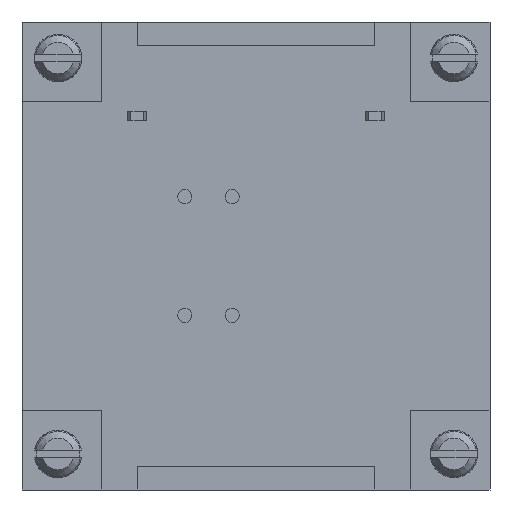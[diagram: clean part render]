
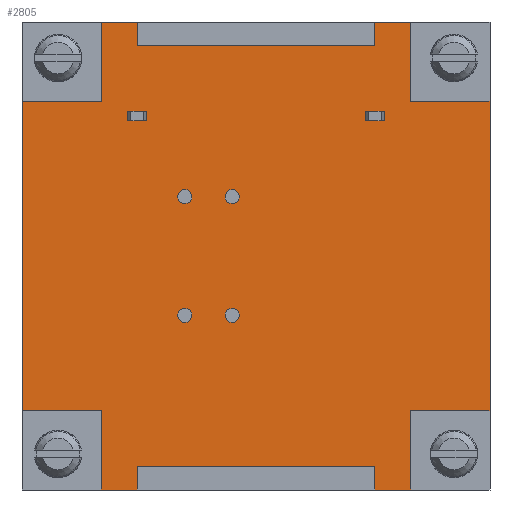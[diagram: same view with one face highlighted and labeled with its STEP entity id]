
A CAD part, front view. The second image highlights one B-rep face of the part: STEP entity #2805.
In plain terms, the highlighted planar face has unit normal (0, -1, 0).
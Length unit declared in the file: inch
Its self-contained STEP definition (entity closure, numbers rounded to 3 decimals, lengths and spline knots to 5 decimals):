
#425=ORIENTED_EDGE('',*,*,#992,.F.);
#426=ORIENTED_EDGE('',*,*,#971,.F.);
#427=ORIENTED_EDGE('',*,*,#1000,.F.);
#428=ORIENTED_EDGE('',*,*,#1124,.F.);
#429=ORIENTED_EDGE('',*,*,#1148,.F.);
#430=ORIENTED_EDGE('',*,*,#1149,.F.);
#431=ORIENTED_EDGE('',*,*,#1118,.T.);
#432=ORIENTED_EDGE('',*,*,#1150,.T.);
#433=ORIENTED_EDGE('',*,*,#1145,.F.);
#434=ORIENTED_EDGE('',*,*,#1126,.T.);
#435=ORIENTED_EDGE('',*,*,#987,.F.);
#436=ORIENTED_EDGE('',*,*,#979,.F.);
#437=ORIENTED_EDGE('',*,*,#985,.F.);
#438=ORIENTED_EDGE('',*,*,#1106,.T.);
#439=ORIENTED_EDGE('',*,*,#1142,.T.);
#440=ORIENTED_EDGE('',*,*,#1151,.T.);
#441=ORIENTED_EDGE('',*,*,#1110,.F.);
#442=ORIENTED_EDGE('',*,*,#1152,.F.);
#443=ORIENTED_EDGE('',*,*,#1143,.T.);
#444=ORIENTED_EDGE('',*,*,#1099,.F.);
#971=EDGE_CURVE('',#1361,#1362,#1625,.T.);
#979=EDGE_CURVE('',#1369,#1370,#1633,.T.);
#985=EDGE_CURVE('',#1374,#1369,#1639,.T.);
#987=EDGE_CURVE('',#1370,#1376,#1641,.T.);
#992=EDGE_CURVE('',#1362,#1380,#1646,.T.);
#1000=EDGE_CURVE('',#1386,#1361,#1654,.T.);
#1099=EDGE_CURVE('',#1380,#1457,#1681,.T.);
#1106=EDGE_CURVE('',#1374,#1462,#1688,.T.);
#1110=EDGE_CURVE('',#1464,#1465,#1692,.T.);
#1118=EDGE_CURVE('',#1473,#1472,#1700,.T.);
#1124=EDGE_CURVE('',#1476,#1386,#1706,.T.);
#1126=EDGE_CURVE('',#1477,#1376,#1708,.T.);
#1142=EDGE_CURVE('',#1462,#1487,#1720,.T.);
#1143=EDGE_CURVE('',#1488,#1457,#1721,.T.);
#1145=EDGE_CURVE('',#1477,#1489,#1723,.T.);
#1148=EDGE_CURVE('',#1490,#1476,#1726,.T.);
#1149=EDGE_CURVE('',#1473,#1490,#1727,.T.);
#1150=EDGE_CURVE('',#1472,#1489,#1728,.T.);
#1151=EDGE_CURVE('',#1487,#1465,#1729,.T.);
#1152=EDGE_CURVE('',#1488,#1464,#1730,.T.);
#1361=VERTEX_POINT('',#3986);
#1362=VERTEX_POINT('',#3988);
#1369=VERTEX_POINT('',#4003);
#1370=VERTEX_POINT('',#4005);
#1374=VERTEX_POINT('',#4015);
#1376=VERTEX_POINT('',#4021);
#1380=VERTEX_POINT('',#4031);
#1386=VERTEX_POINT('',#4045);
#1457=VERTEX_POINT('',#4367);
#1462=VERTEX_POINT('',#4379);
#1464=VERTEX_POINT('',#4386);
#1465=VERTEX_POINT('',#4388);
#1472=VERTEX_POINT('',#4403);
#1473=VERTEX_POINT('',#4405);
#1476=VERTEX_POINT('',#4414);
#1477=VERTEX_POINT('',#4419);
#1487=VERTEX_POINT('',#4449);
#1488=VERTEX_POINT('',#4453);
#1489=VERTEX_POINT('',#4457);
#1490=VERTEX_POINT('',#4461);
#1625=LINE('',#3987,#1935);
#1633=LINE('',#4004,#1943);
#1639=LINE('',#4016,#1949);
#1641=LINE('',#4020,#1951);
#1646=LINE('',#4030,#1956);
#1654=LINE('',#4046,#1964);
#1681=LINE('',#4366,#1991);
#1688=LINE('',#4380,#1998);
#1692=LINE('',#4387,#2002);
#1700=LINE('',#4404,#2010);
#1706=LINE('',#4415,#2016);
#1708=LINE('',#4418,#2018);
#1720=LINE('',#4450,#2030);
#1721=LINE('',#4452,#2031);
#1723=LINE('',#4456,#2033);
#1726=LINE('',#4462,#2036);
#1727=LINE('',#4464,#2037);
#1728=LINE('',#4465,#2038);
#1729=LINE('',#4466,#2039);
#1730=LINE('',#4467,#2040);
#1935=VECTOR('',#3240,39.37008);
#1943=VECTOR('',#3250,39.37008);
#1949=VECTOR('',#3258,39.37008);
#1951=VECTOR('',#3262,39.37008);
#1956=VECTOR('',#3269,39.37008);
#1964=VECTOR('',#3279,39.37008);
#1991=VECTOR('',#3432,39.37008);
#1998=VECTOR('',#3441,39.37008);
#2002=VECTOR('',#3447,39.37008);
#2010=VECTOR('',#3457,39.37008);
#2016=VECTOR('',#3465,39.37008);
#2018=VECTOR('',#3469,39.37008);
#2030=VECTOR('',#3499,39.37008);
#2031=VECTOR('',#3502,39.37008);
#2033=VECTOR('',#3506,39.37008);
#2036=VECTOR('',#3511,39.37008);
#2037=VECTOR('',#3514,39.37008);
#2038=VECTOR('',#3515,39.37008);
#2039=VECTOR('',#3516,39.37008);
#2040=VECTOR('',#3517,39.37008);
#2299=EDGE_LOOP('',(#425,#426,#427,#428,#429,#430,#431,#432,#433,#434,#435,
#436,#437,#438,#439,#440,#441,#442,#443,#444));
#2487=FACE_BOUND('',#2299,.T.);
#2649=PLANE('',#3101);
#2805=ADVANCED_FACE('',(#2487),#2649,.T.);
#3101=AXIS2_PLACEMENT_3D('',#4463,#3512,#3513);
#3240=DIRECTION('',(-1.,0.,0.));
#3250=DIRECTION('',(1.,0.,0.));
#3258=DIRECTION('',(0.,0.,-1.));
#3262=DIRECTION('',(0.,0.,1.));
#3269=DIRECTION('',(0.,0.,-1.));
#3279=DIRECTION('',(0.,0.,1.));
#3432=DIRECTION('',(-1.,0.,0.));
#3441=DIRECTION('',(-1.,0.,0.));
#3447=DIRECTION('',(0.,0.,1.));
#3457=DIRECTION('',(0.,0.,1.));
#3465=DIRECTION('',(-1.,0.,0.));
#3469=DIRECTION('',(-1.,0.,0.));
#3499=DIRECTION('',(0.,0.,-1.));
#3502=DIRECTION('',(0.,0.,-1.));
#3506=DIRECTION('',(0.,0.,-1.));
#3511=DIRECTION('',(0.,0.,-1.));
#3512=DIRECTION('',(0.,-1.,0.));
#3513=DIRECTION('',(0.,0.,-1.));
#3514=DIRECTION('',(-1.,0.,0.));
#3515=DIRECTION('',(-1.,0.,0.));
#3516=DIRECTION('',(-1.,0.,0.));
#3517=DIRECTION('',(-1.,0.,0.));
#3986=CARTESIAN_POINT('',(0.15,-0.428,-0.2655));
#3987=CARTESIAN_POINT('',(0.1955,-0.428,-0.2655));
#3988=CARTESIAN_POINT('',(-0.15,-0.428,-0.2655));
#4003=CARTESIAN_POINT('',(-0.15,-0.428,0.2655));
#4004=CARTESIAN_POINT('',(0.1955,-0.428,0.2655));
#4005=CARTESIAN_POINT('',(0.15,-0.428,0.2655));
#4015=CARTESIAN_POINT('',(-0.15,-0.428,0.2955));
#4016=CARTESIAN_POINT('',(-0.15,-0.428,0.2955));
#4020=CARTESIAN_POINT('',(0.15,-0.428,0.2955));
#4021=CARTESIAN_POINT('',(0.15,-0.428,0.2955));
#4030=CARTESIAN_POINT('',(-0.15,-0.428,0.2955));
#4031=CARTESIAN_POINT('',(-0.15,-0.428,-0.2955));
#4045=CARTESIAN_POINT('',(0.15,-0.428,-0.2955));
#4046=CARTESIAN_POINT('',(0.15,-0.428,0.2955));
#4366=CARTESIAN_POINT('',(0.1955,-0.428,-0.2955));
#4367=CARTESIAN_POINT('',(-0.1955,-0.428,-0.2955));
#4379=CARTESIAN_POINT('',(-0.1955,-0.428,0.2955));
#4380=CARTESIAN_POINT('',(0.1955,-0.428,0.2955));
#4386=CARTESIAN_POINT('',(-0.2955,-0.428,-0.1955));
#4387=CARTESIAN_POINT('',(-0.2955,-0.428,-0.1955));
#4388=CARTESIAN_POINT('',(-0.2955,-0.428,0.1955));
#4403=CARTESIAN_POINT('',(0.2955,-0.428,0.1955));
#4404=CARTESIAN_POINT('',(0.2955,-0.428,-0.1955));
#4405=CARTESIAN_POINT('',(0.2955,-0.428,-0.1955));
#4414=CARTESIAN_POINT('',(0.1955,-0.428,-0.2955));
#4415=CARTESIAN_POINT('',(0.1955,-0.428,-0.2955));
#4418=CARTESIAN_POINT('',(0.1955,-0.428,0.2955));
#4419=CARTESIAN_POINT('',(0.1955,-0.428,0.2955));
#4449=CARTESIAN_POINT('',(-0.1955,-0.428,0.1955));
#4450=CARTESIAN_POINT('',(-0.1955,-0.428,0.2955));
#4452=CARTESIAN_POINT('',(-0.1955,-0.428,0.2955));
#4453=CARTESIAN_POINT('',(-0.1955,-0.428,-0.1955));
#4456=CARTESIAN_POINT('',(0.1955,-0.428,0.2955));
#4457=CARTESIAN_POINT('',(0.1955,-0.428,0.1955));
#4461=CARTESIAN_POINT('',(0.1955,-0.428,-0.1955));
#4462=CARTESIAN_POINT('',(0.1955,-0.428,0.2955));
#4463=CARTESIAN_POINT('',(0.1955,-0.428,0.2955));
#4464=CARTESIAN_POINT('',(0.2955,-0.428,-0.1955));
#4465=CARTESIAN_POINT('',(0.2955,-0.428,0.1955));
#4466=CARTESIAN_POINT('',(0.2955,-0.428,0.1955));
#4467=CARTESIAN_POINT('',(0.2955,-0.428,-0.1955));
